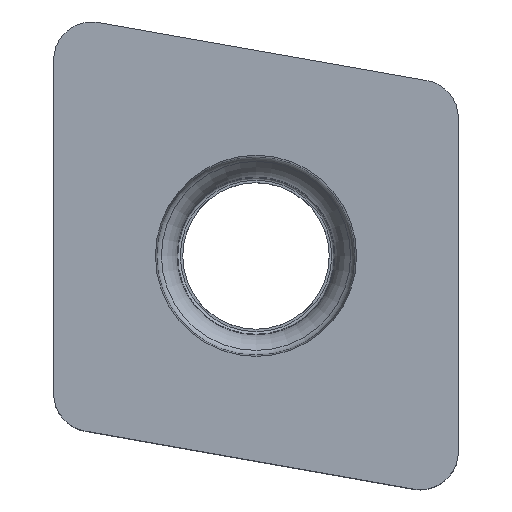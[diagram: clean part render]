
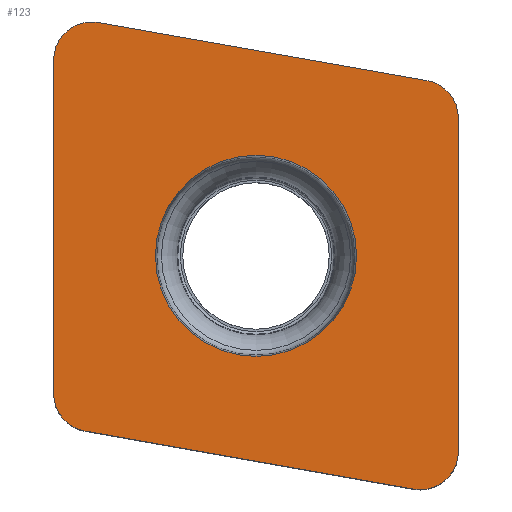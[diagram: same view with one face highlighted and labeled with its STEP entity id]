
A CAD part, top view. The second image highlights one B-rep face of the part: STEP entity #123.
In plain terms, the highlighted planar face has unit normal (0, 0, 1).
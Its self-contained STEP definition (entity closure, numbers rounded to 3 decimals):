
#71=FACE_BOUND('',#175,.T.);
#72=FACE_BOUND('',#176,.T.);
#81=CIRCLE('',#390,1.191);
#83=CIRCLE('',#393,1.191);
#85=CIRCLE('',#396,1.191);
#87=CIRCLE('',#399,1.191);
#92=CIRCLE('',#407,3.156);
#123=ADVANCED_FACE('',(#71,#72),#131,.F.);
#131=PLANE('',#428);
#175=EDGE_LOOP('',(#237,#238,#239,#240,#241,#242,#243,#244));
#176=EDGE_LOOP('',(#245));
#237=ORIENTED_EDGE('',*,*,#304,.T.);
#238=ORIENTED_EDGE('',*,*,#287,.T.);
#239=ORIENTED_EDGE('',*,*,#302,.F.);
#240=ORIENTED_EDGE('',*,*,#299,.T.);
#241=ORIENTED_EDGE('',*,*,#308,.T.);
#242=ORIENTED_EDGE('',*,*,#295,.T.);
#243=ORIENTED_EDGE('',*,*,#306,.F.);
#244=ORIENTED_EDGE('',*,*,#291,.T.);
#245=ORIENTED_EDGE('',*,*,#313,.F.);
#257=VERTEX_POINT('',#603);
#258=VERTEX_POINT('',#605);
#261=VERTEX_POINT('',#612);
#262=VERTEX_POINT('',#614);
#265=VERTEX_POINT('',#621);
#266=VERTEX_POINT('',#623);
#269=VERTEX_POINT('',#630);
#270=VERTEX_POINT('',#632);
#275=VERTEX_POINT('',#658);
#287=EDGE_CURVE('',#258,#257,#325,.T.);
#291=EDGE_CURVE('',#262,#261,#329,.T.);
#295=EDGE_CURVE('',#266,#265,#333,.T.);
#299=EDGE_CURVE('',#270,#269,#337,.T.);
#302=EDGE_CURVE('',#270,#257,#81,.T.);
#304=EDGE_CURVE('',#261,#258,#83,.T.);
#306=EDGE_CURVE('',#262,#265,#85,.T.);
#308=EDGE_CURVE('',#269,#266,#87,.T.);
#313=EDGE_CURVE('',#275,#275,#92,.T.);
#325=LINE('',#604,#341);
#329=LINE('',#613,#345);
#333=LINE('',#622,#349);
#337=LINE('',#631,#353);
#341=VECTOR('',#438,1.);
#345=VECTOR('',#444,1.);
#349=VECTOR('',#450,1.);
#353=VECTOR('',#456,1.);
#390=AXIS2_PLACEMENT_3D('',#636,#462,#463);
#393=AXIS2_PLACEMENT_3D('',#639,#468,#469);
#396=AXIS2_PLACEMENT_3D('',#642,#474,#475);
#399=AXIS2_PLACEMENT_3D('',#645,#480,#481);
#407=AXIS2_PLACEMENT_3D('',#657,#496,#497);
#428=AXIS2_PLACEMENT_3D('',#688,#538,#539);
#438=DIRECTION('',(0.,-1.,0.));
#444=DIRECTION('',(-0.985,0.174,0.));
#450=DIRECTION('',(0.,1.,0.));
#456=DIRECTION('',(0.985,-0.174,0.));
#462=DIRECTION('',(0.,0.,-1.));
#463=DIRECTION('',(-1.,0.,0.));
#468=DIRECTION('',(0.,0.,1.));
#469=DIRECTION('',(-1.,0.,0.));
#474=DIRECTION('',(0.,0.,-1.));
#475=DIRECTION('',(-1.,0.,0.));
#480=DIRECTION('',(0.,0.,1.));
#481=DIRECTION('',(-1.,0.,0.));
#496=DIRECTION('',(0.,0.,1.));
#497=DIRECTION('',(-1.,0.,0.));
#538=DIRECTION('',(0.,0.,-1.));
#539=DIRECTION('',(-1.,0.,0.));
#603=CARTESIAN_POINT('',(-6.35,-4.329,0.));
#604=CARTESIAN_POINT('',(-6.35,-16.,0.));
#605=CARTESIAN_POINT('',(-6.35,6.149,0.));
#612=CARTESIAN_POINT('',(-4.953,7.321,0.));
#613=CARTESIAN_POINT('',(16.86,3.475,0.));
#614=CARTESIAN_POINT('',(5.366,5.502,0.));
#621=CARTESIAN_POINT('',(6.35,4.329,0.));
#622=CARTESIAN_POINT('',(6.35,16.,0.));
#623=CARTESIAN_POINT('',(6.35,-6.149,0.));
#630=CARTESIAN_POINT('',(4.953,-7.321,0.));
#631=CARTESIAN_POINT('',(-16.86,-3.475,0.));
#632=CARTESIAN_POINT('',(-5.366,-5.502,0.));
#636=CARTESIAN_POINT('',(-5.159,-4.329,0.));
#639=CARTESIAN_POINT('',(-5.159,6.149,0.));
#642=CARTESIAN_POINT('',(5.159,4.329,0.));
#645=CARTESIAN_POINT('',(5.159,-6.149,0.));
#657=CARTESIAN_POINT('',(0.,0.,0.));
#658=CARTESIAN_POINT('',(-3.156,0.,0.));
#688=CARTESIAN_POINT('',(0.,0.,0.));
